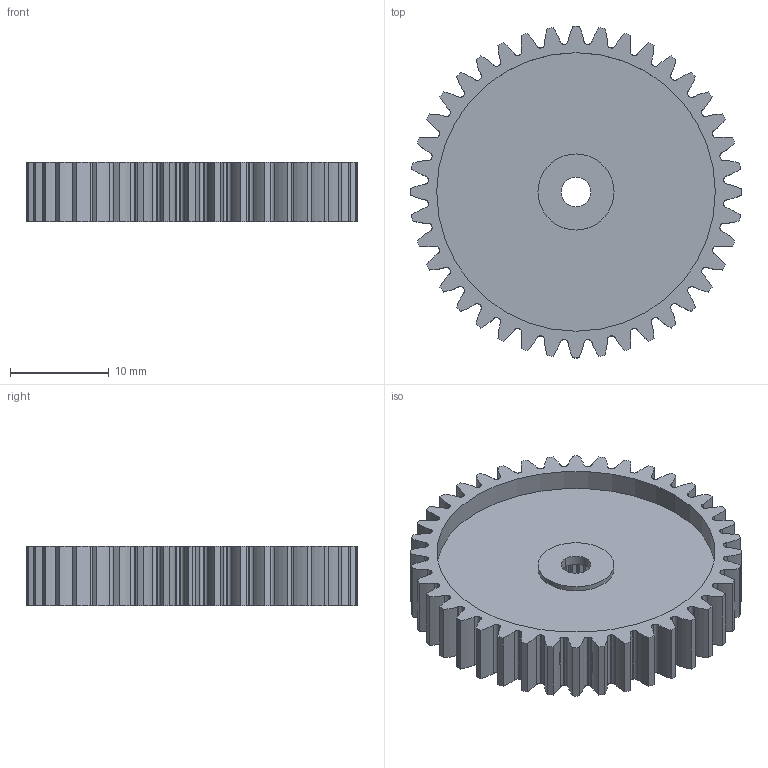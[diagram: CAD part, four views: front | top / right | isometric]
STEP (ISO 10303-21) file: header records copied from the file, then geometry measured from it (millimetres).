
FILE_DESCRIPTION (( 'STEP AP203' ), '1' );
FILE_NAME ('2305-0024-0040.STEP', '2017-04-27T18:52:31', ( '' ), ( '' ), 'SwSTEP 2.0', 'SolidWorks 2016', '' );
FILE_SCHEMA (( 'CONFIG_CONTROL_DESIGN' ));
Length unit declared in the file: millimetre
Products named in the file (1): 2305-0024-0040
Bounding box: 33.6 x 33.6 x 6 mm (x, y, z)
Volume: 2172.3 mm3; surface area: 3306.4 mm2
Topology: 1 solids, 1 shells, 389 faces, 1143 edges, 762 vertices
Faces by surface type: bspline 160, plane 136, cylinder 93
Entity records: 18044 total; most frequent: CARTESIAN_POINT 8535, ORIENTED_EDGE 2286, DIRECTION 1469, EDGE_CURVE 1143, VERTEX_POINT 762, VECTOR 637, LINE 637, AXIS2_PLACEMENT_3D 416
